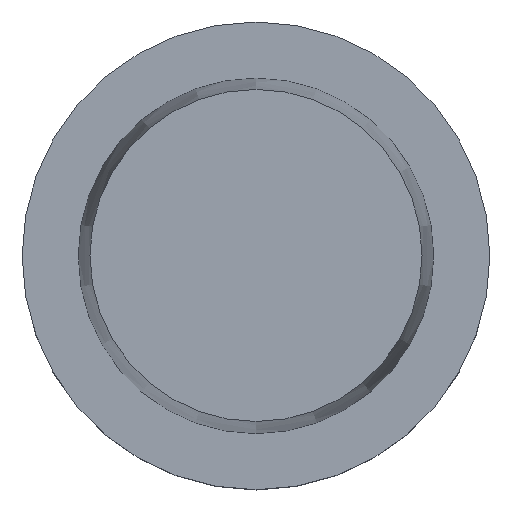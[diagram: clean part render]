
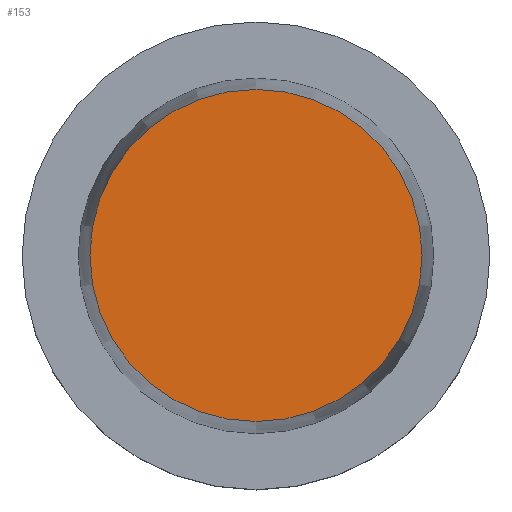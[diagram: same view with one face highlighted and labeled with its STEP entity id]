
A CAD part, top view. The second image highlights one B-rep face of the part: STEP entity #153.
In plain terms, the highlighted planar face has unit normal (0, 0, 1).
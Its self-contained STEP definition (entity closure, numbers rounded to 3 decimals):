
#140=EDGE_CURVE('Unnamed[1]',#315,#315,#316,.T.);
#153=ADVANCED_FACE('Unnamed[1]',(#334),#335,.T.);
#315=VERTEX_POINT('',#536);
#316=CIRCLE('',#537,35.5);
#334=FACE_OUTER_BOUND('',#561,.T.);
#335=PLANE('',#562);
#536=CARTESIAN_POINT('',(0.,35.5,50.0));
#537=AXIS2_PLACEMENT_3D('',#760,#761,#762);
#561=EDGE_LOOP('',(#779));
#562=AXIS2_PLACEMENT_3D('',#780,#781,#782);
#760=CARTESIAN_POINT('',(0.,0.,50.0));
#761=DIRECTION('',(0.,0.,-1.0));
#762=DIRECTION('',(0.,1.0,0.));
#779=ORIENTED_EDGE('',*,*,#140,.F.);
#780=CARTESIAN_POINT('',(0.,17.75,50.0));
#781=DIRECTION('',(0.,0.,1.0));
#782=DIRECTION('',(0.,-1.0,0.));
